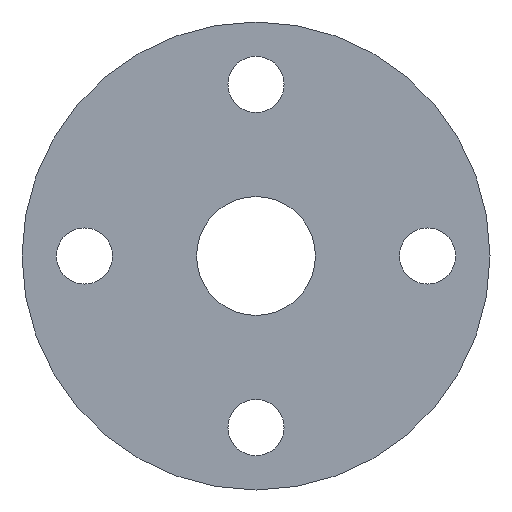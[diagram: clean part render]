
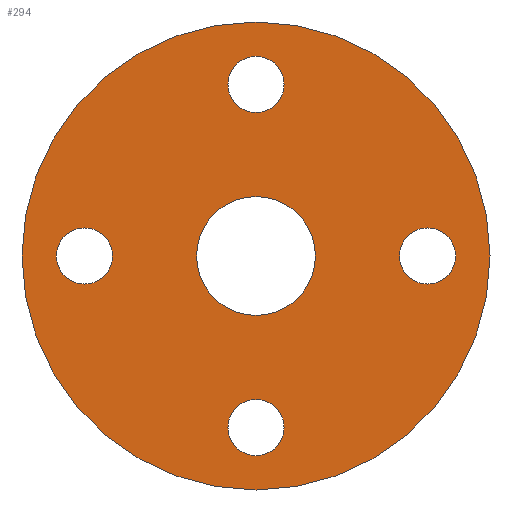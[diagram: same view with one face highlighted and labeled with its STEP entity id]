
A CAD part, front view. The second image highlights one B-rep face of the part: STEP entity #294.
In plain terms, the highlighted planar face has unit normal (0, -1, 0).
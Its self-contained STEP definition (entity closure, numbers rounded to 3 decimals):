
#1 = EDGE_CURVE ( 'NONE', #88, #268, #246, .T. ) ;
#3 = AXIS2_PLACEMENT_3D ( 'NONE', #16, #512, #351 ) ;
#9 = CIRCLE ( 'NONE', #206, 9. ) ;
#10 = DIRECTION ( 'NONE',  ( 0., -1., 0. ) ) ;
#11 = AXIS2_PLACEMENT_3D ( 'NONE', #216, #10, #177 ) ;
#13 = DIRECTION ( 'NONE',  ( 0., 1., 0. ) ) ;
#16 = CARTESIAN_POINT ( 'NONE',  ( 0., 0., -55. ) ) ;
#23 = DIRECTION ( 'NONE',  ( 0., 0., -1. ) ) ;
#41 = CIRCLE ( 'NONE', #161, 9. ) ;
#51 = CARTESIAN_POINT ( 'NONE',  ( 0., 0., 46. ) ) ;
#57 = EDGE_LOOP ( 'NONE', ( #389, #348 ) ) ;
#65 = AXIS2_PLACEMENT_3D ( 'NONE', #258, #384, #87 ) ;
#67 = DIRECTION ( 'NONE',  ( 0., -1., 0. ) ) ;
#78 = CIRCLE ( 'NONE', #65, 19.05 ) ;
#80 = EDGE_CURVE ( 'NONE', #232, #387, #325, .T. ) ;
#81 = AXIS2_PLACEMENT_3D ( 'NONE', #249, #120, #451 ) ;
#87 = DIRECTION ( 'NONE',  ( 0., 0., 1. ) ) ;
#88 = VERTEX_POINT ( 'NONE', #181 ) ;
#92 = ORIENTED_EDGE ( 'NONE', *, *, #99, .T. ) ;
#94 = ORIENTED_EDGE ( 'NONE', *, *, #425, .F. ) ;
#95 = DIRECTION ( 'NONE',  ( 0., 0., -1. ) ) ;
#99 = EDGE_CURVE ( 'NONE', #270, #439, #78, .T. ) ;
#100 = VERTEX_POINT ( 'NONE', #51 ) ;
#105 = DIRECTION ( 'NONE',  ( 0., -1., 0. ) ) ;
#106 = ORIENTED_EDGE ( 'NONE', *, *, #138, .F. ) ;
#107 = DIRECTION ( 'NONE',  ( 0., 0., -1. ) ) ;
#108 = AXIS2_PLACEMENT_3D ( 'NONE', #332, #404, #409 ) ;
#111 = CARTESIAN_POINT ( 'NONE',  ( -55., 0., 0. ) ) ;
#113 = AXIS2_PLACEMENT_3D ( 'NONE', #302, #13, #309 ) ;
#116 = CARTESIAN_POINT ( 'NONE',  ( 0., 0., -75. ) ) ;
#119 = CARTESIAN_POINT ( 'NONE',  ( 0., 0., 55. ) ) ;
#120 = DIRECTION ( 'NONE',  ( 0., -1., 0. ) ) ;
#121 = DIRECTION ( 'NONE',  ( 0., 0., -1. ) ) ;
#137 = ORIENTED_EDGE ( 'NONE', *, *, #538, .F. ) ;
#138 = EDGE_CURVE ( 'NONE', #504, #468, #280, .T. ) ;
#141 = DIRECTION ( 'NONE',  ( 0., -1., 0. ) ) ;
#148 = FACE_BOUND ( 'NONE', #395, .T. ) ;
#158 = EDGE_CURVE ( 'NONE', #439, #270, #303, .T. ) ;
#159 = CARTESIAN_POINT ( 'NONE',  ( 0., 0., 0. ) ) ;
#161 = AXIS2_PLACEMENT_3D ( 'NONE', #119, #537, #121 ) ;
#162 = CARTESIAN_POINT ( 'NONE',  ( -55., 0., 9. ) ) ;
#177 = DIRECTION ( 'NONE',  ( 0., 0., -1. ) ) ;
#181 = CARTESIAN_POINT ( 'NONE',  ( 0., 0., -46. ) ) ;
#188 = CARTESIAN_POINT ( 'NONE',  ( 55., 0., 0. ) ) ;
#190 = CARTESIAN_POINT ( 'NONE',  ( 55., 0., 9. ) ) ;
#192 = EDGE_LOOP ( 'NONE', ( #106, #472 ) ) ;
#205 = CIRCLE ( 'NONE', #81, 9. ) ;
#206 = AXIS2_PLACEMENT_3D ( 'NONE', #188, #105, #23 ) ;
#207 = CARTESIAN_POINT ( 'NONE',  ( 0., 0., 64. ) ) ;
#209 = DIRECTION ( 'NONE',  ( 0., 1., 0. ) ) ;
#216 = CARTESIAN_POINT ( 'NONE',  ( -55., 0., 0. ) ) ;
#221 = EDGE_LOOP ( 'NONE', ( #462, #137 ) ) ;
#232 = VERTEX_POINT ( 'NONE', #283 ) ;
#233 = FACE_OUTER_BOUND ( 'NONE', #192, .T. ) ;
#236 = FACE_BOUND ( 'NONE', #57, .T. ) ;
#239 = FACE_BOUND ( 'NONE', #310, .T. ) ;
#246 = CIRCLE ( 'NONE', #3, 9. ) ;
#249 = CARTESIAN_POINT ( 'NONE',  ( 0., 0., 55. ) ) ;
#254 = AXIS2_PLACEMENT_3D ( 'NONE', #482, #328, #107 ) ;
#258 = CARTESIAN_POINT ( 'NONE',  ( 0., 0., 0. ) ) ;
#268 = VERTEX_POINT ( 'NONE', #530 ) ;
#269 = DIRECTION ( 'NONE',  ( 0., 1., 0. ) ) ;
#270 = VERTEX_POINT ( 'NONE', #405 ) ;
#273 = ORIENTED_EDGE ( 'NONE', *, *, #1, .F. ) ;
#276 = CIRCLE ( 'NONE', #108, 9. ) ;
#280 = CIRCLE ( 'NONE', #113, 75. ) ;
#283 = CARTESIAN_POINT ( 'NONE',  ( -55., 0., -9. ) ) ;
#287 = FACE_BOUND ( 'NONE', #221, .T. ) ;
#294 = ADVANCED_FACE ( 'NONE', ( #398, #236, #287, #239, #148, #233 ), #403, .T. ) ;
#297 = DIRECTION ( 'NONE',  ( 0., 0., 1. ) ) ;
#302 = CARTESIAN_POINT ( 'NONE',  ( 0., 0., 0. ) ) ;
#303 = CIRCLE ( 'NONE', #534, 19.05 ) ;
#308 = VERTEX_POINT ( 'NONE', #190 ) ;
#309 = DIRECTION ( 'NONE',  ( 0., 0., 1. ) ) ;
#310 = EDGE_LOOP ( 'NONE', ( #94, #273 ) ) ;
#313 = EDGE_CURVE ( 'NONE', #308, #527, #436, .T. ) ;
#316 = CARTESIAN_POINT ( 'NONE',  ( 0., 0., 75. ) ) ;
#322 = AXIS2_PLACEMENT_3D ( 'NONE', #111, #141, #95 ) ;
#325 = CIRCLE ( 'NONE', #11, 9. ) ;
#328 = DIRECTION ( 'NONE',  ( 0., -1., 0. ) ) ;
#332 = CARTESIAN_POINT ( 'NONE',  ( 0., 0., -55. ) ) ;
#347 = EDGE_LOOP ( 'NONE', ( #354, #479 ) ) ;
#348 = ORIENTED_EDGE ( 'NONE', *, *, #390, .F. ) ;
#351 = DIRECTION ( 'NONE',  ( 0., 0., -1. ) ) ;
#354 = ORIENTED_EDGE ( 'NONE', *, *, #494, .F. ) ;
#357 = EDGE_CURVE ( 'NONE', #100, #458, #41, .T. ) ;
#361 = CARTESIAN_POINT ( 'NONE',  ( 55., 0., 0. ) ) ;
#373 = CIRCLE ( 'NONE', #438, 75. ) ;
#384 = DIRECTION ( 'NONE',  ( 0., 1., 0. ) ) ;
#385 = CIRCLE ( 'NONE', #322, 9. ) ;
#387 = VERTEX_POINT ( 'NONE', #162 ) ;
#389 = ORIENTED_EDGE ( 'NONE', *, *, #357, .F. ) ;
#390 = EDGE_CURVE ( 'NONE', #458, #100, #205, .T. ) ;
#394 = ORIENTED_EDGE ( 'NONE', *, *, #158, .T. ) ;
#395 = EDGE_LOOP ( 'NONE', ( #394, #92 ) ) ;
#398 = FACE_BOUND ( 'NONE', #347, .T. ) ;
#403 = PLANE ( 'NONE',  #254 ) ;
#404 = DIRECTION ( 'NONE',  ( 0., -1., 0. ) ) ;
#405 = CARTESIAN_POINT ( 'NONE',  ( 0., 0., -19.05 ) ) ;
#409 = DIRECTION ( 'NONE',  ( 0., 0., -1. ) ) ;
#422 = CARTESIAN_POINT ( 'NONE',  ( 0., 0., 0. ) ) ;
#425 = EDGE_CURVE ( 'NONE', #268, #88, #276, .T. ) ;
#436 = CIRCLE ( 'NONE', #446, 9. ) ;
#438 = AXIS2_PLACEMENT_3D ( 'NONE', #159, #209, #452 ) ;
#439 = VERTEX_POINT ( 'NONE', #447 ) ;
#446 = AXIS2_PLACEMENT_3D ( 'NONE', #361, #67, #526 ) ;
#447 = CARTESIAN_POINT ( 'NONE',  ( 0., 0., 19.05 ) ) ;
#450 = EDGE_CURVE ( 'NONE', #468, #504, #373, .T. ) ;
#451 = DIRECTION ( 'NONE',  ( 0., 0., -1. ) ) ;
#452 = DIRECTION ( 'NONE',  ( 0., 0., 1. ) ) ;
#458 = VERTEX_POINT ( 'NONE', #207 ) ;
#462 = ORIENTED_EDGE ( 'NONE', *, *, #80, .F. ) ;
#468 = VERTEX_POINT ( 'NONE', #116 ) ;
#472 = ORIENTED_EDGE ( 'NONE', *, *, #450, .F. ) ;
#479 = ORIENTED_EDGE ( 'NONE', *, *, #313, .F. ) ;
#482 = CARTESIAN_POINT ( 'NONE',  ( 0., 0., 75. ) ) ;
#494 = EDGE_CURVE ( 'NONE', #527, #308, #9, .T. ) ;
#504 = VERTEX_POINT ( 'NONE', #316 ) ;
#512 = DIRECTION ( 'NONE',  ( 0., -1., 0. ) ) ;
#526 = DIRECTION ( 'NONE',  ( 0., 0., -1. ) ) ;
#527 = VERTEX_POINT ( 'NONE', #531 ) ;
#530 = CARTESIAN_POINT ( 'NONE',  ( 0., 0., -64. ) ) ;
#531 = CARTESIAN_POINT ( 'NONE',  ( 55., 0., -9. ) ) ;
#534 = AXIS2_PLACEMENT_3D ( 'NONE', #422, #269, #297 ) ;
#537 = DIRECTION ( 'NONE',  ( 0., -1., 0. ) ) ;
#538 = EDGE_CURVE ( 'NONE', #387, #232, #385, .T. ) ;
